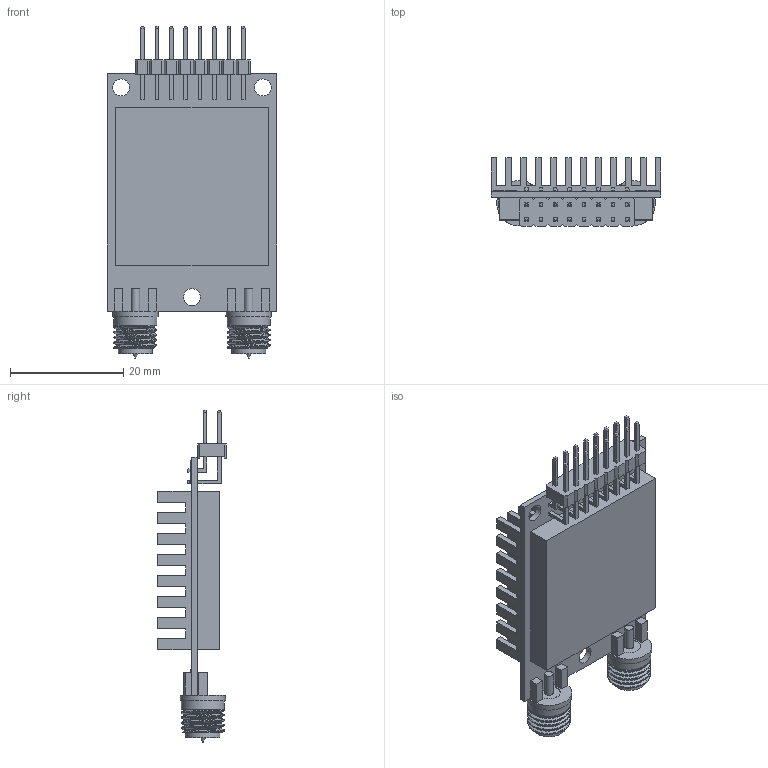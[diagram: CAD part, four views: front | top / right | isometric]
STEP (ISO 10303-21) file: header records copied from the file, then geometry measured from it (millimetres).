
FILE_DESCRIPTION(/* description */ (''),/* implementation_level */ '2;1');
FILE_NAME(/* name */ 'RFD Module.step',/* time_stamp */ '2019-05-18T02:47:04+05:00',/* author */ (''),/* organization */ (''),/* preprocessor_version */ 'ST-DEVELOPER v18',/* originating_system */ 'Autodesk Translation Framework v8.2.0.1029',/* authorisation */ '');
FILE_SCHEMA (('AUTOMOTIVE_DESIGN { 1 0 10303 214 3 1 1 }'));
Length unit declared in the file: millimetre
Products named in the file (1): RFD Module
Bounding box: 30 x 12.16 x 58.6 mm (x, y, z)
Volume: 6891.5 mm3; surface area: 11220.4 mm2
Topology: 6 solids, 6 shells, 1036 faces, 2571 edges, 1656 vertices
Faces by surface type: plane 990, cylinder 32, bspline 12, cone 2
Full cylindrical faces by diameter (mm): 1 x2, 1.5 x2, 3 x3, 4 x5, 5 x2, 6 x2, 6.561 x8, 7.616 x2, 8 x2
Entity records: 34412 total; most frequent: CARTESIAN_POINT 9776, ORIENTED_EDGE 5132, DIRECTION 4614, EDGE_CURVE 2566, LINE 2452, VECTOR 2452, VERTEX_POINT 1653, EDGE_LOOP 1185
